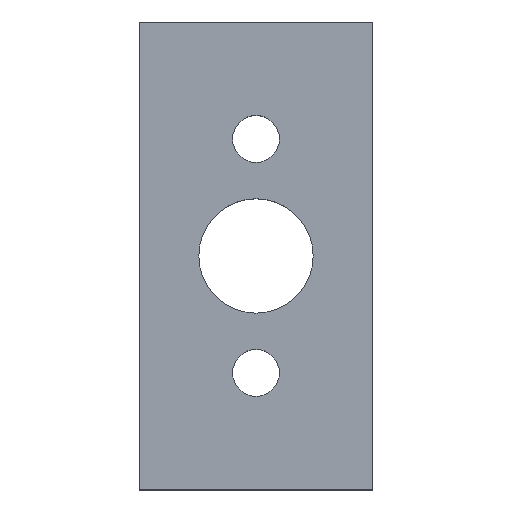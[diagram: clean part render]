
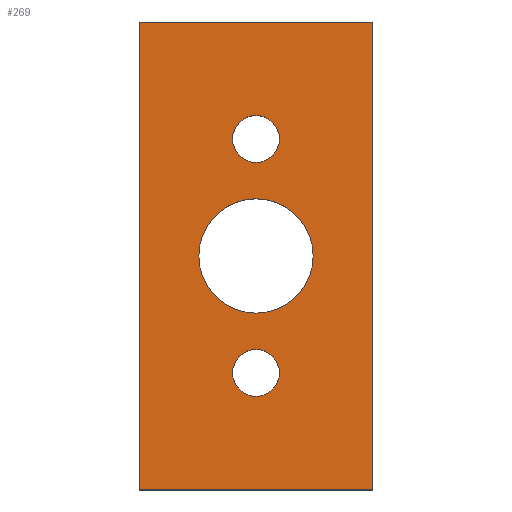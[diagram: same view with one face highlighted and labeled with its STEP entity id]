
A CAD part, top view. The second image highlights one B-rep face of the part: STEP entity #269.
In plain terms, the highlighted planar face has unit normal (0, 0, 1).
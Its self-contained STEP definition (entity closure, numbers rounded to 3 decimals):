
#17=CARTESIAN_POINT('',(-22.5,45.0,10.0));
#18=VERTEX_POINT('',#17);
#25=CARTESIAN_POINT('',(22.5,45.0,10.0));
#26=VERTEX_POINT('',#25);
#27=CARTESIAN_POINT('',(22.5,45.0,10.0));
#28=DIRECTION('',(-1.0,0.0,0.0));
#29=VECTOR('',#28,45.0);
#30=LINE('',#27,#29);
#31=EDGE_CURVE('',#26,#18,#30,.T.);
#55=CARTESIAN_POINT('',(-22.5,-45.0,10.0));
#56=VERTEX_POINT('',#55);
#63=CARTESIAN_POINT('',(-22.5,45.0,10.0));
#64=DIRECTION('',(0.0,-1.0,0.0));
#65=VECTOR('',#64,90.0);
#66=LINE('',#63,#65);
#67=EDGE_CURVE('',#18,#56,#66,.T.);
#86=CARTESIAN_POINT('',(22.5,-45.0,10.0));
#87=VERTEX_POINT('',#86);
#94=CARTESIAN_POINT('',(-22.5,-45.0,10.0));
#95=DIRECTION('',(1.0,0.0,0.0));
#96=VECTOR('',#95,45.);
#97=LINE('',#94,#96);
#98=EDGE_CURVE('',#56,#87,#97,.T.);
#116=CARTESIAN_POINT('',(22.5,-45.0,10.0));
#117=DIRECTION('',(0.0,1.0,0.0));
#118=VECTOR('',#117,90.0);
#119=LINE('',#116,#118);
#120=EDGE_CURVE('',#87,#26,#119,.T.);
#198=CARTESIAN_POINT('',(-27.,-54.,10.0));
#199=DIRECTION('',(0.0,0.0,1.0));
#200=DIRECTION('',(1.0,0.0,0.0));
#201=AXIS2_PLACEMENT_3D('',#198,#199,#200);
#202=PLANE('',#201);
#203=ORIENTED_EDGE('',*,*,#31,.T.);
#204=ORIENTED_EDGE('',*,*,#67,.T.);
#205=ORIENTED_EDGE('',*,*,#98,.T.);
#206=ORIENTED_EDGE('',*,*,#120,.T.);
#207=EDGE_LOOP('',(#203,#204,#205,#206));
#208=FACE_OUTER_BOUND('',#207,.T.);
#209=CARTESIAN_POINT('',(-11.0,0.0,10.0));
#210=VERTEX_POINT('',#209);
#211=CARTESIAN_POINT('',(11.0,0.0,10.0));
#212=VERTEX_POINT('',#211);
#213=CARTESIAN_POINT('',(0.0,0.0,10.0));
#214=DIRECTION('',(0.0,0.0,1.0));
#215=DIRECTION('',(1.0,0.0,0.0));
#216=AXIS2_PLACEMENT_3D('',#213,#214,#215);
#217=CIRCLE('',#216,11.0);
#218=EDGE_CURVE('',#210,#212,#217,.T.);
#219=ORIENTED_EDGE('',*,*,#218,.F.);
#220=CARTESIAN_POINT('',(0.0,0.0,10.0));
#221=DIRECTION('',(0.0,0.0,1.0));
#222=DIRECTION('',(1.0,0.0,0.0));
#223=AXIS2_PLACEMENT_3D('',#220,#221,#222);
#224=CIRCLE('',#223,11.0);
#225=EDGE_CURVE('',#212,#210,#224,.T.);
#226=ORIENTED_EDGE('',*,*,#225,.F.);
#227=EDGE_LOOP('',(#219,#226));
#228=FACE_BOUND('',#227,.T.);
#229=CARTESIAN_POINT('',(-4.5,-22.5,10.0));
#230=VERTEX_POINT('',#229);
#231=CARTESIAN_POINT('',(4.5,-22.5,10.0));
#232=VERTEX_POINT('',#231);
#233=CARTESIAN_POINT('',(0.0,-22.5,10.0));
#234=DIRECTION('',(0.0,0.0,1.0));
#235=DIRECTION('',(1.0,0.0,0.0));
#236=AXIS2_PLACEMENT_3D('',#233,#234,#235);
#237=CIRCLE('',#236,4.5);
#238=EDGE_CURVE('',#230,#232,#237,.T.);
#239=ORIENTED_EDGE('',*,*,#238,.F.);
#240=CARTESIAN_POINT('',(0.0,-22.5,10.0));
#241=DIRECTION('',(0.0,0.0,1.0));
#242=DIRECTION('',(1.0,0.0,0.0));
#243=AXIS2_PLACEMENT_3D('',#240,#241,#242);
#244=CIRCLE('',#243,4.5);
#245=EDGE_CURVE('',#232,#230,#244,.T.);
#246=ORIENTED_EDGE('',*,*,#245,.F.);
#247=EDGE_LOOP('',(#239,#246));
#248=FACE_BOUND('',#247,.T.);
#249=CARTESIAN_POINT('',(-4.5,22.5,10.0));
#250=VERTEX_POINT('',#249);
#251=CARTESIAN_POINT('',(4.5,22.5,10.0));
#252=VERTEX_POINT('',#251);
#253=CARTESIAN_POINT('',(0.,22.5,10.0));
#254=DIRECTION('',(0.0,0.0,1.0));
#255=DIRECTION('',(1.0,0.0,0.0));
#256=AXIS2_PLACEMENT_3D('',#253,#254,#255);
#257=CIRCLE('',#256,4.5);
#258=EDGE_CURVE('',#250,#252,#257,.T.);
#259=ORIENTED_EDGE('',*,*,#258,.F.);
#260=CARTESIAN_POINT('',(0.,22.5,10.0));
#261=DIRECTION('',(0.0,0.0,1.0));
#262=DIRECTION('',(1.0,0.0,0.0));
#263=AXIS2_PLACEMENT_3D('',#260,#261,#262);
#264=CIRCLE('',#263,4.5);
#265=EDGE_CURVE('',#252,#250,#264,.T.);
#266=ORIENTED_EDGE('',*,*,#265,.F.);
#267=EDGE_LOOP('',(#259,#266));
#268=FACE_BOUND('',#267,.T.);
#269=ADVANCED_FACE('',(#208,#228,#248,#268),#202,.T.);
